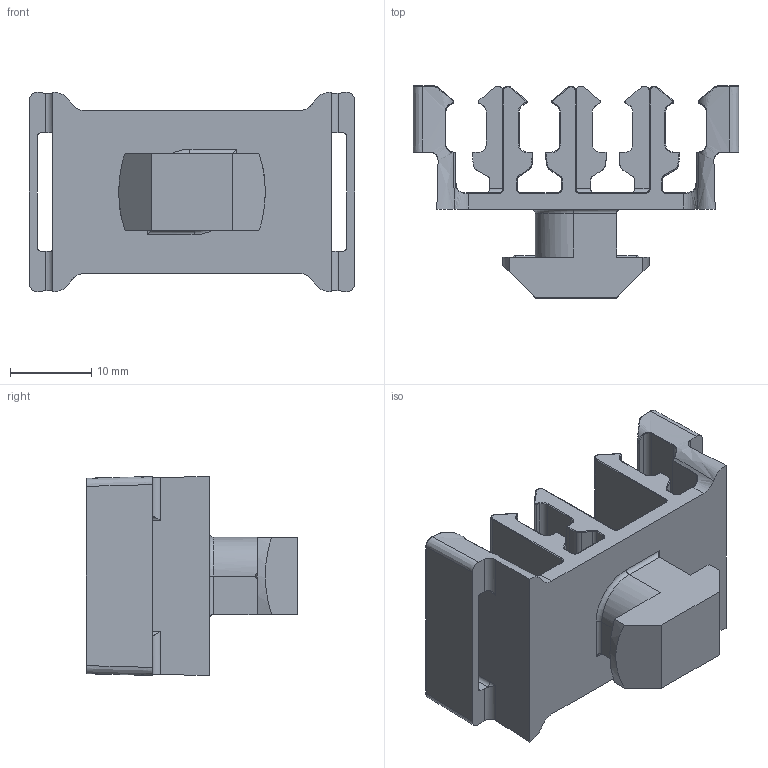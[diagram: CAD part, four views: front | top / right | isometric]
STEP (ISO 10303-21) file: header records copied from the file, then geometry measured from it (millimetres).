
FILE_DESCRIPTION (( 'STEP AP214' ), '1' );
FILE_NAME ('093601N10.STEP', '2014-08-19T09:40:42', ( '' ), ( '' ), 'SwSTEP 2.0', 'SolidWorks 2014', '' );
FILE_SCHEMA (( 'AUTOMOTIVE_DESIGN' ));
Length unit declared in the file: millimetre
Products named in the file (1): 093601N10
Bounding box: 40 x 26.02 x 24.49 mm (x, y, z)
Volume: 5846.2 mm3; surface area: 6123 mm2
Topology: 1 solids, 1 shells, 423 faces, 1075 edges, 641 vertices
Faces by surface type: cylinder 180, plane 91, bspline 88, torus 62, sphere 2
Entity records: 14419 total; most frequent: CARTESIAN_POINT 4913, ORIENTED_EDGE 2126, DIRECTION 1872, EDGE_CURVE 1063, AXIS2_PLACEMENT_3D 719, VERTEX_POINT 639, LINE 434, VECTOR 434
